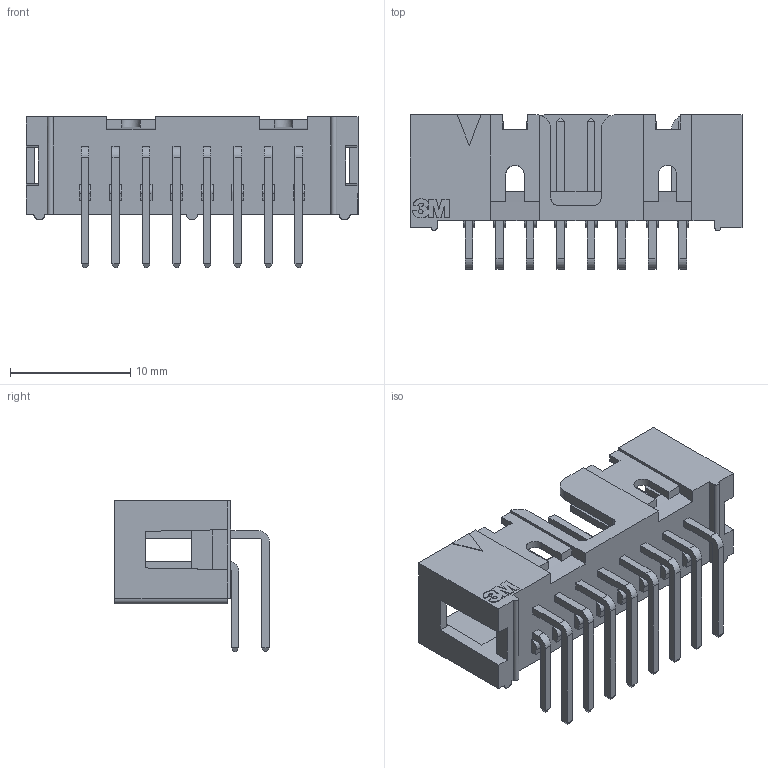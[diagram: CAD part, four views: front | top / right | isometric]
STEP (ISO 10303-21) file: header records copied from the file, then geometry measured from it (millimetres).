
FILE_DESCRIPTION((''),'2;1');
FILE_NAME('3M_N2516-5002RB.stp','2010-03-09T11:47:48',(''),(''),'Mechanical Desktop 2010','Mechanical Desktop 2010',', , ');
FILE_SCHEMA(('AUTOMOTIVE_DESIGN { 1 2 10303 214 1 1 1 1 }'));
Length unit declared in the file: millimetre
Products named in the file (1): Product
Bounding box: 27.64 x 12.85 x 12.62 mm (x, y, z)
Volume: 864.3 mm3; surface area: 2124.4 mm2
Topology: 41 solids, 41 shells, 568 faces, 1354 edges, 866 vertices
Faces by surface type: plane 498, cylinder 65, bspline 5
Entity records: 16628 total; most frequent: CARTESIAN_POINT 4258, ORIENTED_EDGE 2700, DIRECTION 2142, EDGE_CURVE 1350, VERTEX_POINT 858, VECTOR 854, LINE 854, AXIS2_PLACEMENT_3D 644
